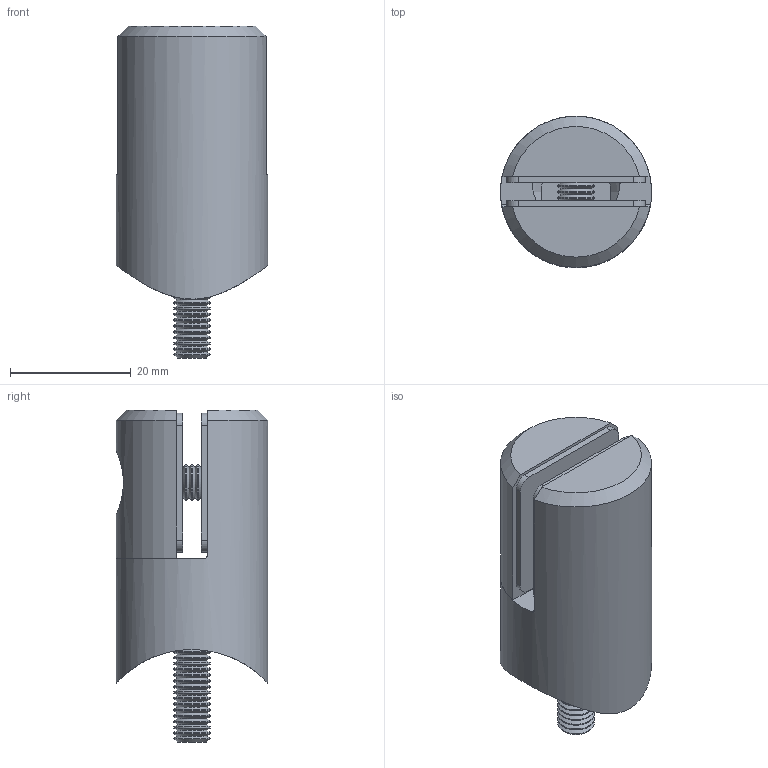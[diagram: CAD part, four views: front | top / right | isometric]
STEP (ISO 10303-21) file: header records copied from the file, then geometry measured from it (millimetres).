
FILE_DESCRIPTION (( 'STEP AP203' ), '1' );
FILE_NAME ('55335-240.step', '2021-11-26T07:27:01', ( '' ), ( '' ), 'SwSTEP 2.0', 'SolidWorks 2018', '' );
FILE_SCHEMA (( 'CONFIG_CONTROL_DESIGN' ));
Length unit declared in the file: millimetre
Products named in the file (13): 5533x-240 Teil3; socket countersunk head screw_din; 5533X-240 Teil2; socket head cap screw_din; socket countersunk head screw_din_DIN 7991 - M6 x 25 --- 25S; 55335-240; socket head cap screw_din_DIN 912 M6 x 12 --- 12S; 5533X-240 Teil1; 5533x-240 Teil3_5533x-240 Teil3; 5533X-240 Teil1_55335-240 Teil1; 5533X-240 Teil2_5533X-240 Teil2
Assembly tree (7 placements, depth 2):
  5533x-240 Teil3
  socket countersunk head screw_din
  5533x-240 Teil3
  5533X-240 Teil2
  socket head cap screw_din
Bounding box: 25 x 25 x 54.88 mm (x, y, z)
Volume: 15543.7 mm3; surface area: 10639.3 mm2
Topology: 6 solids, 6 shells, 716 faces, 1778 edges, 1107 vertices
Faces by surface type: plane 214, cylinder 187, bspline 147, cone 85, torus 83
Full cylindrical faces by diameter (mm): 4 x4, 5 x1, 6 x32, 6.5 x1, 7 x2, 7.1 x1, 10 x1, 10.5 x1, 11.57 x1, 14.6 x1, 18 x1, 25 x1
Entity records: 23855 total; most frequent: CARTESIAN_POINT 10888, ORIENTED_EDGE 2512, DIRECTION 2041, EDGE_CURVE 1256, VERTEX_POINT 853, AXIS2_PLACEMENT_3D 718, EDGE_LOOP 711, FACE_OUTER_BOUND 608
